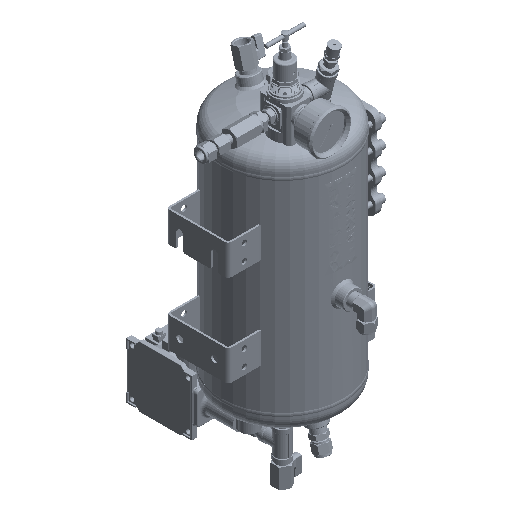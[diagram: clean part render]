
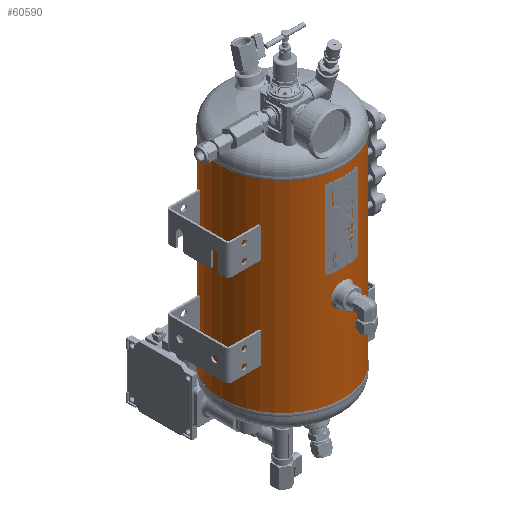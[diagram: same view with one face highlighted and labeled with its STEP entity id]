
A CAD part, isometric view. The second image highlights one B-rep face of the part: STEP entity #60590.
In plain terms, the highlighted cylindrical face has radius 100 mm (diameter 200 mm), a partial arc.
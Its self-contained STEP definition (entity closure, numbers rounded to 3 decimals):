
#3714=LINE('',#99058,#7485);
#3715=LINE('',#99063,#7486);
#3716=LINE('',#99067,#7487);
#3717=LINE('',#99071,#7488);
#7485=VECTOR('',#82140,1000.);
#7486=VECTOR('',#82143,1000.);
#7487=VECTOR('',#82146,1000.);
#7488=VECTOR('',#82149,1000.);
#11256=CIRCLE('',#75600,100.);
#11257=CIRCLE('',#75601,100.);
#11258=CIRCLE('',#75602,100.);
#11259=CIRCLE('',#75603,100.);
#13738=ORIENTED_EDGE('',*,*,#32072,.T.);
#13739=ORIENTED_EDGE('',*,*,#32073,.T.);
#13740=ORIENTED_EDGE('',*,*,#32074,.T.);
#13741=ORIENTED_EDGE('',*,*,#32075,.F.);
#13742=ORIENTED_EDGE('',*,*,#32076,.F.);
#13743=ORIENTED_EDGE('',*,*,#32077,.F.);
#13744=ORIENTED_EDGE('',*,*,#32078,.F.);
#13745=ORIENTED_EDGE('',*,*,#32079,.T.);
#13746=ORIENTED_EDGE('',*,*,#32080,.T.);
#13747=ORIENTED_EDGE('',*,*,#32081,.F.);
#13748=ORIENTED_EDGE('',*,*,#32082,.F.);
#32072=EDGE_CURVE('',#41239,#41239,#47478,.T.);
#32073=EDGE_CURVE('',#41240,#41240,#47479,.T.);
#32074=EDGE_CURVE('',#41241,#41241,#47480,.T.);
#32075=EDGE_CURVE('',#41242,#41243,#3714,.T.);
#32076=EDGE_CURVE('',#41244,#41242,#11256,.T.);
#32077=EDGE_CURVE('',#41245,#41244,#3715,.F.);
#32078=EDGE_CURVE('',#41246,#41245,#11257,.T.);
#32079=EDGE_CURVE('',#41246,#41247,#3716,.T.);
#32080=EDGE_CURVE('',#41247,#41248,#11258,.T.);
#32081=EDGE_CURVE('',#41249,#41248,#3717,.T.);
#32082=EDGE_CURVE('',#41243,#41249,#11259,.T.);
#41239=VERTEX_POINT('',#99033);
#41240=VERTEX_POINT('',#99045);
#41241=VERTEX_POINT('',#99057);
#41242=VERTEX_POINT('',#99059);
#41243=VERTEX_POINT('',#99060);
#41244=VERTEX_POINT('',#99062);
#41245=VERTEX_POINT('',#99064);
#41246=VERTEX_POINT('',#99066);
#41247=VERTEX_POINT('',#99068);
#41248=VERTEX_POINT('',#99070);
#41249=VERTEX_POINT('',#99072);
#47478=B_SPLINE_CURVE_WITH_KNOTS('',3,(#99014,#99015,#99016,#99017,#99018,
#99019,#99020,#99021,#99022,#99023,#99024,#99025,#99026,#99027,#99028,#99029,
#99030,#99031,#99032),.UNSPECIFIED.,.T.,.F.,(1,1,1,1,1,1,1,1,1,1,1,1,1,
1,1,1,1,1,1,1,1,1,1),(-0.018,-0.012,-0.006,
0.,0.006,0.012,0.018,0.023,
0.029,0.035,0.041,0.047,
0.053,0.059,0.065,0.07,
0.076,0.082,0.088,0.094,
0.1,0.106,0.112),.UNSPECIFIED.);
#47479=B_SPLINE_CURVE_WITH_KNOTS('',3,(#99034,#99035,#99036,#99037,#99038,
#99039,#99040,#99041,#99042,#99043,#99044),.UNSPECIFIED.,.T.,.F.,(1,1,1,
1,1,1,1,1,1,1,1,1,1,1,1),(-0.012,-0.008,-0.004,
0.,0.004,0.008,0.012,
0.016,0.02,0.023,0.027,
0.031,0.035,0.039,0.043),
 .UNSPECIFIED.);
#47480=B_SPLINE_CURVE_WITH_KNOTS('',3,(#99046,#99047,#99048,#99049,#99050,
#99051,#99052,#99053,#99054,#99055,#99056),.UNSPECIFIED.,.T.,.F.,(1,1,1,
1,1,1,1,1,1,1,1,1,1,1,1),(-0.012,-0.008,-0.004,
0.,0.004,0.008,0.012,
0.016,0.02,0.023,0.027,
0.031,0.035,0.039,0.043),
 .UNSPECIFIED.);
#49953=EDGE_LOOP('',(#13738));
#49954=EDGE_LOOP('',(#13739));
#49955=EDGE_LOOP('',(#13740));
#49956=EDGE_LOOP('',(#13741,#13742,#13743,#13744,#13745,#13746,#13747,#13748));
#54756=FACE_BOUND('',#49953,.T.);
#54757=FACE_BOUND('',#49954,.T.);
#54758=FACE_BOUND('',#49955,.T.);
#54759=FACE_BOUND('',#49956,.T.);
#59559=CYLINDRICAL_SURFACE('',#75599,100.);
#60590=ADVANCED_FACE('',(#54756,#54757,#54758,#54759),#59559,.T.);
#75599=AXIS2_PLACEMENT_3D('',#99013,#82138,#82139);
#75600=AXIS2_PLACEMENT_3D('',#99061,#82141,#82142);
#75601=AXIS2_PLACEMENT_3D('',#99065,#82144,#82145);
#75602=AXIS2_PLACEMENT_3D('',#99069,#82147,#82148);
#75603=AXIS2_PLACEMENT_3D('',#99073,#82150,#82151);
#82138=DIRECTION('',(0.,-1.,0.));
#82139=DIRECTION('',(0.,0.,-1.));
#82140=DIRECTION('',(0.,-1.,0.));
#82141=DIRECTION('',(0.,1.,0.));
#82142=DIRECTION('',(1.,0.,0.));
#82143=DIRECTION('',(0.,-1.,0.));
#82144=DIRECTION('',(0.,-1.,0.));
#82145=DIRECTION('',(1.,0.,0.));
#82146=DIRECTION('',(0.,-1.,0.));
#82147=DIRECTION('',(0.,1.,0.));
#82148=DIRECTION('',(1.,0.,0.));
#82149=DIRECTION('',(0.,-1.,0.));
#82150=DIRECTION('',(0.,-1.,0.));
#82151=DIRECTION('',(1.,0.,0.));
#99013=CARTESIAN_POINT('',(0.,330.,0.));
#99014=CARTESIAN_POINT('',(-98.994,187.429,14.208));
#99015=CARTESIAN_POINT('',(-98.806,181.503,15.395));
#99016=CARTESIAN_POINT('',(-98.993,175.608,14.214));
#99017=CARTESIAN_POINT('',(-99.436,170.625,10.88));
#99018=CARTESIAN_POINT('',(-99.878,167.295,5.9));
#99019=CARTESIAN_POINT('',(-100.061,166.117,0.009));
#99020=CARTESIAN_POINT('',(-99.879,167.288,-5.887));
#99021=CARTESIAN_POINT('',(-99.437,170.623,-10.879));
#99022=CARTESIAN_POINT('',(-98.992,175.61,-14.215));
#99023=CARTESIAN_POINT('',(-98.807,181.503,-15.391));
#99024=CARTESIAN_POINT('',(-98.992,187.396,-14.219));
#99025=CARTESIAN_POINT('',(-99.435,192.379,-10.892));
#99026=CARTESIAN_POINT('',(-99.877,195.718,-5.914));
#99027=CARTESIAN_POINT('',(-100.061,196.901,-0.013));
#99028=CARTESIAN_POINT('',(-99.878,195.728,5.889));
#99029=CARTESIAN_POINT('',(-99.437,192.395,10.874));
#99030=CARTESIAN_POINT('',(-98.994,187.429,14.208));
#99031=CARTESIAN_POINT('',(-98.806,181.503,15.395));
#99032=CARTESIAN_POINT('',(-98.993,175.608,14.214));
#99033=CARTESIAN_POINT('',(-98.869,181.508,15.));
#99034=CARTESIAN_POINT('',(3.922,158.915,-99.937));
#99035=CARTESIAN_POINT('',(-0.001,160.542,-100.031));
#99036=CARTESIAN_POINT('',(-3.918,158.916,-99.937));
#99037=CARTESIAN_POINT('',(-5.54,155.004,-99.844));
#99038=CARTESIAN_POINT('',(-3.921,151.083,-99.937));
#99039=CARTESIAN_POINT('',(-0.001,149.46,-100.031));
#99040=CARTESIAN_POINT('',(3.913,151.078,-99.938));
#99041=CARTESIAN_POINT('',(5.541,154.994,-99.844));
#99042=CARTESIAN_POINT('',(3.922,158.915,-99.937));
#99043=CARTESIAN_POINT('',(-0.001,160.542,-100.031));
#99044=CARTESIAN_POINT('',(-3.918,158.916,-99.937));
#99045=CARTESIAN_POINT('',(0.,160.,-100.));
#99046=CARTESIAN_POINT('',(3.922,48.915,-99.937));
#99047=CARTESIAN_POINT('',(-0.001,50.542,-100.031));
#99048=CARTESIAN_POINT('',(-3.918,48.916,-99.937));
#99049=CARTESIAN_POINT('',(-5.54,45.004,-99.844));
#99050=CARTESIAN_POINT('',(-3.921,41.083,-99.937));
#99051=CARTESIAN_POINT('',(-0.001,39.46,-100.031));
#99052=CARTESIAN_POINT('',(3.913,41.078,-99.938));
#99053=CARTESIAN_POINT('',(5.541,44.994,-99.844));
#99054=CARTESIAN_POINT('',(3.922,48.915,-99.937));
#99055=CARTESIAN_POINT('',(-0.001,50.542,-100.031));
#99056=CARTESIAN_POINT('',(-3.918,48.916,-99.937));
#99057=CARTESIAN_POINT('',(0.,50.,-100.));
#99058=CARTESIAN_POINT('',(-0.241,165.,100.));
#99059=CARTESIAN_POINT('',(-0.241,330.,100.));
#99060=CARTESIAN_POINT('',(-0.241,265.,100.));
#99061=CARTESIAN_POINT('',(0.,330.,0.));
#99062=CARTESIAN_POINT('',(0.241,330.,100.));
#99063=CARTESIAN_POINT('',(0.241,165.,100.));
#99064=CARTESIAN_POINT('',(0.241,265.,100.));
#99065=CARTESIAN_POINT('',(0.,265.,0.));
#99066=CARTESIAN_POINT('',(0.254,265.,100.));
#99067=CARTESIAN_POINT('',(0.254,265.,100.));
#99068=CARTESIAN_POINT('',(0.254,0.,100.));
#99069=CARTESIAN_POINT('',(0.,0.,0.));
#99070=CARTESIAN_POINT('',(-0.254,0.,100.));
#99071=CARTESIAN_POINT('',(-0.254,265.,100.));
#99072=CARTESIAN_POINT('',(-0.254,265.,100.));
#99073=CARTESIAN_POINT('',(0.,265.,0.));
